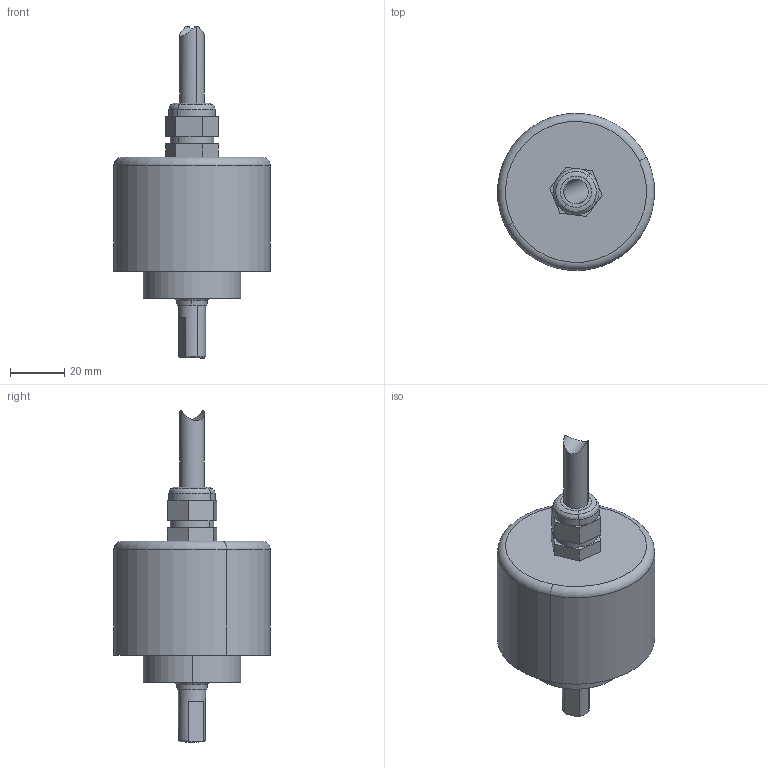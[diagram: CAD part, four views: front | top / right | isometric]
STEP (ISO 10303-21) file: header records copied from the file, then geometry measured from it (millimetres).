
FILE_DESCRIPTION((''),'2;1');
FILE_NAME('DM_CAD-1981_AXIAL_SW0001','2014-07-04T',('creinig-se'),(''),'PRO/ENGINEER BY PARAMETRIC TECHNOLOGY CORPORATION, 2013050','PRO/ENGINEER BY PARAMETRIC TECHNOLOGY CORPORATION, 2013050','');
FILE_SCHEMA(('CONFIG_CONTROL_DESIGN'));
Length unit declared in the file: millimetre
Products named in the file (1): DM_CAD-1981_AXIAL_SW0001
Bounding box: 57.87 x 57.87 x 122.41 mm (x, y, z)
Volume: 128529.6 mm3; surface area: 17004.6 mm2
Topology: 1 solids, 1 shells, 74 faces, 175 edges, 107 vertices
Faces by surface type: plane 28, cylinder 23, cone 13, torus 9, bspline 1
Entity records: 2870 total; most frequent: CARTESIAN_POINT 555, DIRECTION 382, ORIENTED_EDGE 338, EDGE_CURVE 169, AXIS2_PLACEMENT_3D 152, VERTEX_POINT 107, EDGE_LOOP 84, CIRCLE 79
